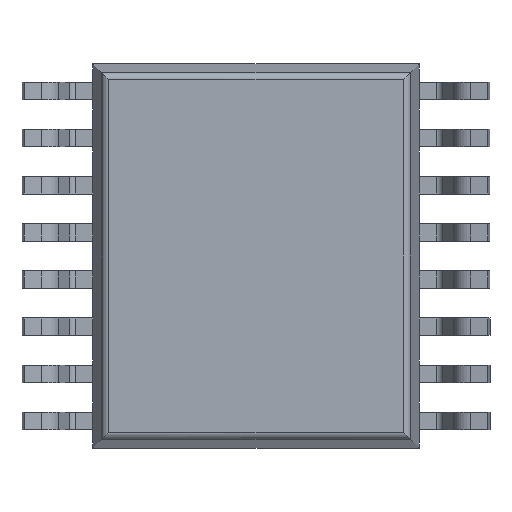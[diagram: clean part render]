
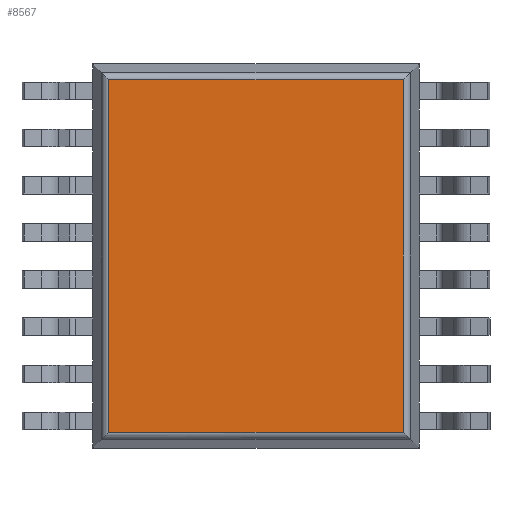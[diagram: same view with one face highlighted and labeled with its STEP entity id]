
A CAD part, front view. The second image highlights one B-rep face of the part: STEP entity #8567.
In plain terms, the highlighted planar face has unit normal (0, -1, 0).
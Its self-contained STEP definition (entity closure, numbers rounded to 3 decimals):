
#291 = CARTESIAN_POINT ( 'NONE',  ( -2.25, 0.15, -2.431 ) ) ;
#399 = ORIENTED_EDGE ( 'NONE', *, *, #6218, .T. ) ;
#429 = CARTESIAN_POINT ( 'NONE',  ( 2.031, 0.15, 2.431 ) ) ;
#536 = FACE_OUTER_BOUND ( 'NONE', #894, .T. ) ;
#894 = EDGE_LOOP ( 'NONE', ( #4964, #7938, #399, #4414 ) ) ;
#1018 = VERTEX_POINT ( 'NONE', #2188 ) ;
#1086 = VECTOR ( 'NONE', #2322, 1000. ) ;
#1205 = DIRECTION ( 'NONE',  ( 1., 0., 0. ) ) ;
#1361 = CARTESIAN_POINT ( 'NONE',  ( -2.031, 0.15, -2.431 ) ) ;
#1942 = CARTESIAN_POINT ( 'NONE',  ( 2.031, 0.15, -2.65 ) ) ;
#2188 = CARTESIAN_POINT ( 'NONE',  ( 2.031, 0.15, -2.431 ) ) ;
#2322 = DIRECTION ( 'NONE',  ( -1., 0., 0. ) ) ;
#2340 = DIRECTION ( 'NONE',  ( 0., 0., -1. ) ) ;
#2496 = LINE ( 'NONE', #8511, #1086 ) ;
#2591 = CARTESIAN_POINT ( 'NONE',  ( -2.031, 0.15, -2.65 ) ) ;
#2690 = DIRECTION ( 'NONE',  ( 0., 0., 1. ) ) ;
#2813 = LINE ( 'NONE', #1942, #11096 ) ;
#4020 = VECTOR ( 'NONE', #1205, 1000. ) ;
#4414 = ORIENTED_EDGE ( 'NONE', *, *, #7766, .T. ) ;
#4964 = ORIENTED_EDGE ( 'NONE', *, *, #5127, .T. ) ;
#5075 = CARTESIAN_POINT ( 'NONE',  ( -2.031, 0.15, 2.431 ) ) ;
#5127 = EDGE_CURVE ( 'NONE', #5645, #6435, #10482, .T. ) ;
#5190 = VERTEX_POINT ( 'NONE', #429 ) ;
#5645 = VERTEX_POINT ( 'NONE', #5075 ) ;
#6218 = EDGE_CURVE ( 'NONE', #1018, #5190, #2813, .T. ) ;
#6435 = VERTEX_POINT ( 'NONE', #1361 ) ;
#6732 = DIRECTION ( 'NONE',  ( 0., -1., 0. ) ) ;
#7600 = CARTESIAN_POINT ( 'NONE',  ( -2.25, 0.15, -2.65 ) ) ;
#7766 = EDGE_CURVE ( 'NONE', #5190, #5645, #2496, .T. ) ;
#7938 = ORIENTED_EDGE ( 'NONE', *, *, #8804, .T. ) ;
#8156 = LINE ( 'NONE', #291, #4020 ) ;
#8418 = VECTOR ( 'NONE', #9669, 1000. ) ;
#8511 = CARTESIAN_POINT ( 'NONE',  ( -2.25, 0.15, 2.431 ) ) ;
#8567 = ADVANCED_FACE ( 'NONE', ( #536 ), #11150, .T. ) ;
#8605 = AXIS2_PLACEMENT_3D ( 'NONE', #7600, #6732, #2340 ) ;
#8804 = EDGE_CURVE ( 'NONE', #6435, #1018, #8156, .T. ) ;
#9669 = DIRECTION ( 'NONE',  ( 0., 0., -1. ) ) ;
#10482 = LINE ( 'NONE', #2591, #8418 ) ;
#11096 = VECTOR ( 'NONE', #2690, 1000. ) ;
#11150 = PLANE ( 'NONE',  #8605 ) ;
